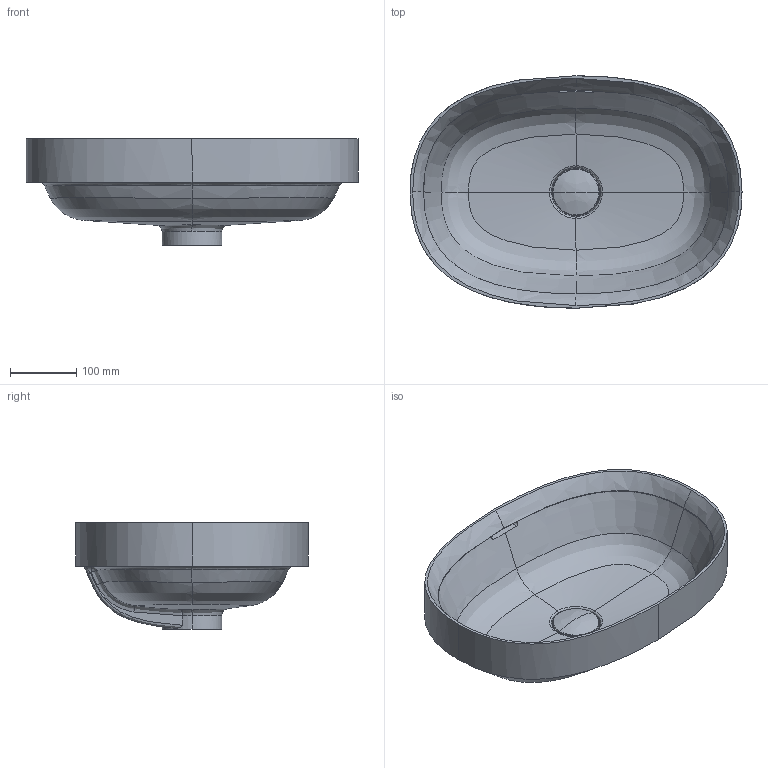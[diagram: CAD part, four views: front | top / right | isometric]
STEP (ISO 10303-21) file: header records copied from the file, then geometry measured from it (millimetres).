
FILE_DESCRIPTION(/* description */ (''),/* implementation_level */ '2;1');
FILE_NAME(/* name */ 'STEP - YL1636_1805782',/* time_stamp */ '2025-01-07T08:29:44+11:00',/* author */ (''),/* organization */ (''),/* preprocessor_version */ 'ST-DEVELOPER v16.5',/* originating_system */ 'Rhino 7.37',/* authorisation */ '');
FILE_SCHEMA (('AUTOMOTIVE_DESIGN'));
Length unit declared in the file: millimetre
Products named in the file (1): Document
Bounding box: 500 x 350 x 160 mm (x, y, z)
Volume: 3742288.1 mm3; surface area: 535931.5 mm2
Topology: 2 solids, 2 shells, 104 faces, 244 edges, 141 vertices
Faces by surface type: bspline 81, plane 12, cylinder 11
Entity records: 10809 total; most frequent: CARTESIAN_POINT 9309, ORIENTED_EDGE 480, EDGE_CURVE 240, B_SPLINE_CURVE_WITH_KNOTS 185, VERTEX_POINT 141, EDGE_LOOP 109, ADVANCED_FACE 104, FACE_OUTER_BOUND 104
